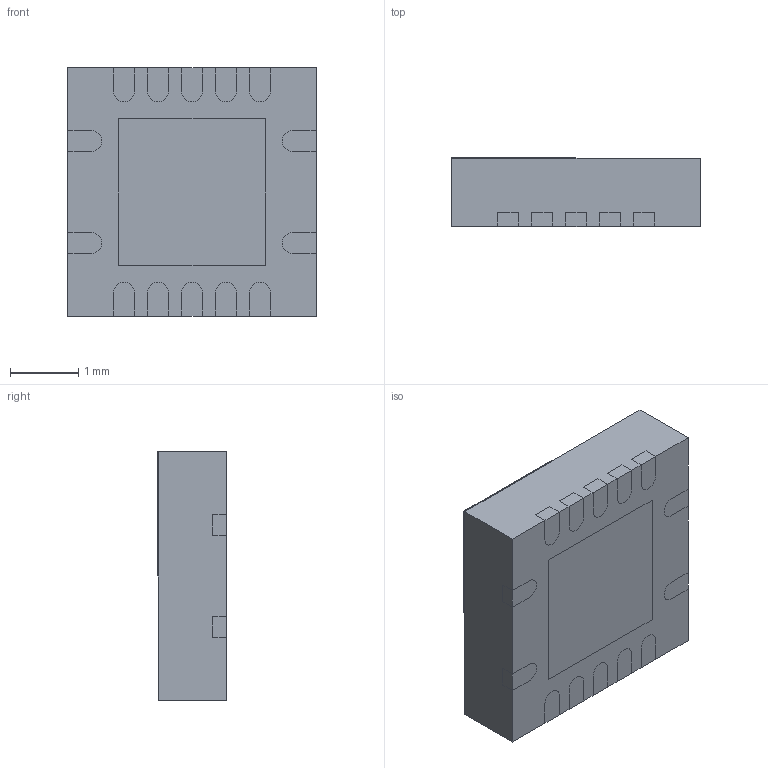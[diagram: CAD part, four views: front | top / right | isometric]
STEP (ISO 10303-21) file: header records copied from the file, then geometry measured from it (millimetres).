
FILE_DESCRIPTION (( 'STEP AP214' ), '1' );
FILE_NAME ('User Library-SN74AHC04RGYR.STEP', '2019-10-21T01:13:43', ( '' ), ( '' ), 'SwSTEP 2.0', 'SolidWorks 2019', '' );
FILE_SCHEMA (( 'AUTOMOTIVE_DESIGN' ));
Length unit declared in the file: millimetre
Products named in the file (1): User Library-SN74AHC04RGYR
Bounding box: 3.65 x 1.01 x 3.65 mm (x, y, z)
Volume: 13.3 mm3; surface area: 71.2 mm2
Topology: 17 solids, 17 shells, 176 faces, 423 edges, 282 vertices
Faces by surface type: plane 138, cylinder 38
Entity records: 5261 total; most frequent: CARTESIAN_POINT 882, DIRECTION 853, ORIENTED_EDGE 846, EDGE_CURVE 423, LINE 347, VECTOR 347, VERTEX_POINT 282, AXIS2_PLACEMENT_3D 253
